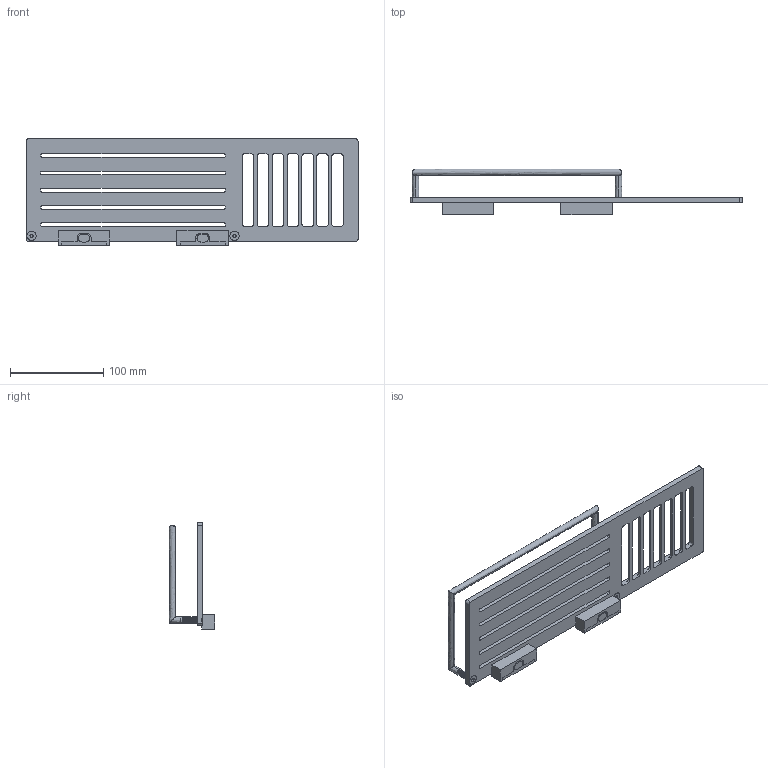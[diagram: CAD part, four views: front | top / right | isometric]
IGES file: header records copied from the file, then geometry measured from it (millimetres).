
Start section:  PTC IGES file: 28501.igs
Global section: file name: 28501.igs; native system: Creo Parametric by PTC Inc.; preprocessor: 2018400; author: jinson.thomas; organization: Unknown; date: 20220214.144328; units: inch
Bounding box: 355.6 x 49 x 114.02 mm (x, y, z)
Volume: 199754.7 mm3; surface area: 101034 mm2
Topology: 1 solids, 1 shells, 374 faces, 1046 edges, 674 vertices
Faces by surface type: revolution 224, bspline 150
